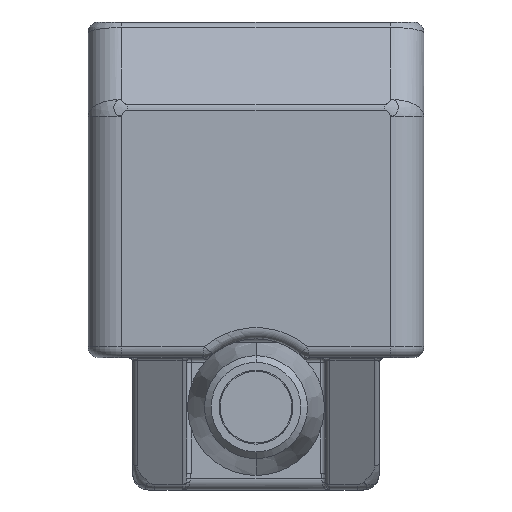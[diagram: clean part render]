
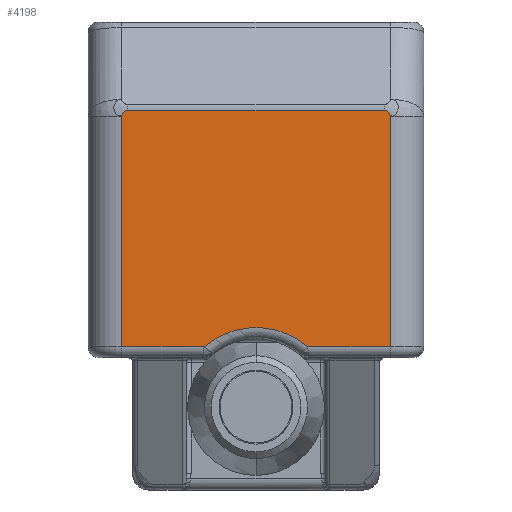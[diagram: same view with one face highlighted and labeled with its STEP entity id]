
A CAD part, front view. The second image highlights one B-rep face of the part: STEP entity #4198.
In plain terms, the highlighted planar face has unit normal (0, -1, 0).
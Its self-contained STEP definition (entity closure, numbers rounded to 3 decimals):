
#357=DIRECTION('',(0.,0.,-1.));
#358=VECTOR('',#357,10.298);
#359=CARTESIAN_POINT('',(-6.,-17.25,3.098));
#360=LINE('',#359,#358);
#370=CARTESIAN_POINT('',(-6.,-17.25,3.098));
#371=CARTESIAN_POINT('',(-5.996,-17.25,3.227));
#372=CARTESIAN_POINT('',(-5.861,-17.25,3.366));
#373=CARTESIAN_POINT('',(-5.732,-17.25,3.366));
#375=CARTESIAN_POINT('',(6.,-17.25,3.098));
#376=CARTESIAN_POINT('',(5.996,-17.25,3.227));
#377=CARTESIAN_POINT('',(5.861,-17.25,3.366));
#378=CARTESIAN_POINT('',(5.732,-17.25,3.366));
#384=DIRECTION('',(0.,0.,1.));
#385=VECTOR('',#384,10.298);
#386=CARTESIAN_POINT('',(6.,-17.25,-7.2));
#387=LINE('',#386,#385);
#1421=DIRECTION('',(-1.,0.,0.));
#1422=VECTOR('',#1421,3.695);
#1423=CARTESIAN_POINT('',(-2.305,-17.25,
-7.2));
#1424=LINE('',#1423,#1422);
#1437=CARTESIAN_POINT('',(-2.305,-17.25,
-7.2));
#1463=CARTESIAN_POINT('',(0.,-17.25,-9.9));
#1464=DIRECTION('',(0.,1.,0.));
#1465=DIRECTION('',(-0.649,0.,0.761));
#1466=AXIS2_PLACEMENT_3D('',#1463,#1464,#1465);
#1468=CARTESIAN_POINT('',(2.305,-17.25,
-7.2));
#1496=DIRECTION('',(-1.,0.,0.));
#1497=VECTOR('',#1496,3.695);
#1498=CARTESIAN_POINT('',(6.,-17.25,-7.2));
#1499=LINE('',#1498,#1497);
#2229=DIRECTION('',(-1.,0.,0.));
#2230=VECTOR('',#2229,11.464);
#2231=CARTESIAN_POINT('',(5.732,-17.25,3.366));
#2232=LINE('',#2231,#2230);
#3250=VERTEX_POINT('',#375);
#3251=VERTEX_POINT('',#378);
#3257=CARTESIAN_POINT('',(-5.732,-17.25,3.366));
#3258=VERTEX_POINT('',#3257);
#3259=VERTEX_POINT('',#370);
#3554=CARTESIAN_POINT('',(6.,-17.25,-7.2));
#3555=VERTEX_POINT('',#3554);
#3572=CARTESIAN_POINT('',(-6.,-17.25,-7.2));
#3573=VERTEX_POINT('',#3572);
#3581=VERTEX_POINT('',#1468);
#3583=VERTEX_POINT('',#1437);
#4176=CARTESIAN_POINT('',(-7.5,-17.25,-0.4));
#4177=DIRECTION('',(0.,-1.,0.));
#4178=DIRECTION('',(1.,0.,0.));
#4179=AXIS2_PLACEMENT_3D('',#4176,#4177,#4178);
#4180=PLANE('',#4179);
#4182=ORIENTED_EDGE('',*,*,#4181,.F.);
#4184=ORIENTED_EDGE('',*,*,#4183,.T.);
#4186=ORIENTED_EDGE('',*,*,#4185,.F.);
#4188=ORIENTED_EDGE('',*,*,#4187,.T.);
#4189=ORIENTED_EDGE('',*,*,#4166,.F.);
#4191=ORIENTED_EDGE('',*,*,#4190,.T.);
#4193=ORIENTED_EDGE('',*,*,#4192,.F.);
#4195=ORIENTED_EDGE('',*,*,#4194,.F.);
#4196=EDGE_LOOP('',(#4182,#4184,#4186,#4188,#4189,#4191,#4193,#4195));
#4197=FACE_OUTER_BOUND('',#4196,.F.);
#4198=ADVANCED_FACE('',(#4197),#4180,.T.);
#374=B_SPLINE_CURVE_WITH_KNOTS('',3,(#370,#371,#372,#373),.UNSPECIFIED.,.F.,.F.,
(4,4),(0.,1.),.UNSPECIFIED.);
#379=B_SPLINE_CURVE_WITH_KNOTS('',3,(#375,#376,#377,#378),.UNSPECIFIED.,.F.,.F.,
(4,4),(0.,1.),.UNSPECIFIED.);
#1467=CIRCLE('',#1466,3.55);
#4166=EDGE_CURVE('',#3259,#3573,#360,.T.);
#4181=EDGE_CURVE('',#3555,#3250,#387,.T.);
#4183=EDGE_CURVE('',#3555,#3581,#1499,.T.);
#4185=EDGE_CURVE('',#3583,#3581,#1467,.T.);
#4187=EDGE_CURVE('',#3583,#3573,#1424,.T.);
#4190=EDGE_CURVE('',#3259,#3258,#374,.T.);
#4192=EDGE_CURVE('',#3251,#3258,#2232,.T.);
#4194=EDGE_CURVE('',#3250,#3251,#379,.T.);
